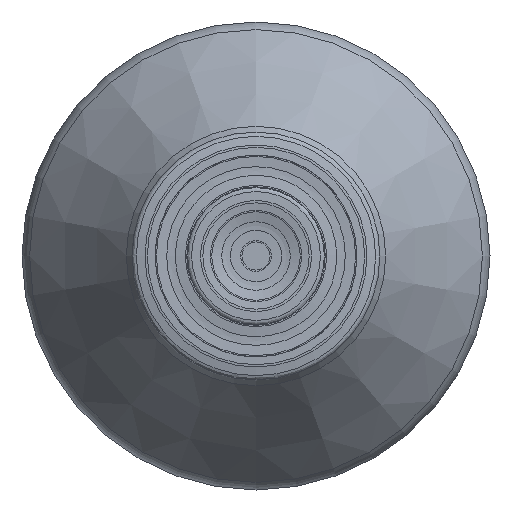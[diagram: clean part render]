
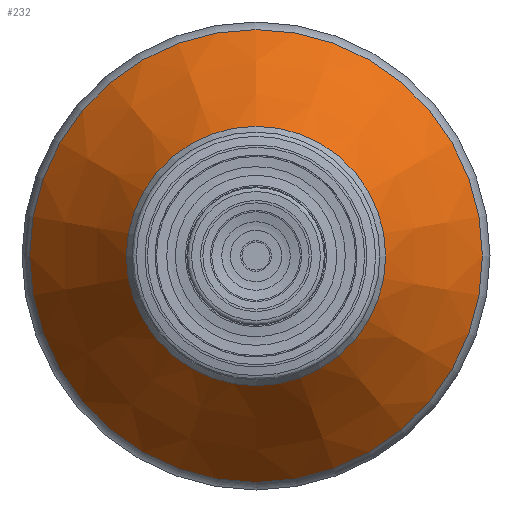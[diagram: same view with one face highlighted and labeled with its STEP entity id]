
A CAD part, left-side view. The second image highlights one B-rep face of the part: STEP entity #232.
In plain terms, the highlighted conical face has half-angle 35.311 degrees and reference radius 16.448 mm.
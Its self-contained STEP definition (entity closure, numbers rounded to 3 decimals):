
#210=CONICAL_SURFACE('',#919,16.448,35.311);
#232=ADVANCED_FACE('',(#321,#322),#210,.T.);
#321=FACE_BOUND('',#450,.T.);
#322=FACE_BOUND('',#451,.T.);
#450=EDGE_LOOP('',(#582));
#451=EDGE_LOOP('',(#583));
#582=ORIENTED_EDGE('',*,*,#766,.T.);
#583=ORIENTED_EDGE('',*,*,#765,.F.);
#699=VERTEX_POINT('',#1281);
#700=VERTEX_POINT('',#1284);
#765=EDGE_CURVE('',#699,#699,#831,.T.);
#766=EDGE_CURVE('',#700,#700,#832,.T.);
#831=CIRCLE('',#916,16.448);
#832=CIRCLE('',#918,9.42);
#916=AXIS2_PLACEMENT_3D('',#1280,#1039,#1040);
#918=AXIS2_PLACEMENT_3D('',#1283,#1043,#1044);
#919=AXIS2_PLACEMENT_3D('',#1285,#1045,#1046);
#1039=DIRECTION('',(1.,0.,0.));
#1040=DIRECTION('',(0.,0.,1.));
#1043=DIRECTION('',(1.,0.,0.));
#1044=DIRECTION('',(0.,0.,1.));
#1045=DIRECTION('',(1.,0.,0.));
#1046=DIRECTION('',(0.,0.,-1.));
#1280=CARTESIAN_POINT('',(70.221,0.,0.));
#1281=CARTESIAN_POINT('',(70.221,0.,16.448));
#1283=CARTESIAN_POINT('',(60.299,0.,0.));
#1284=CARTESIAN_POINT('',(60.299,0.,9.42));
#1285=CARTESIAN_POINT('',(70.221,0.,0.));
